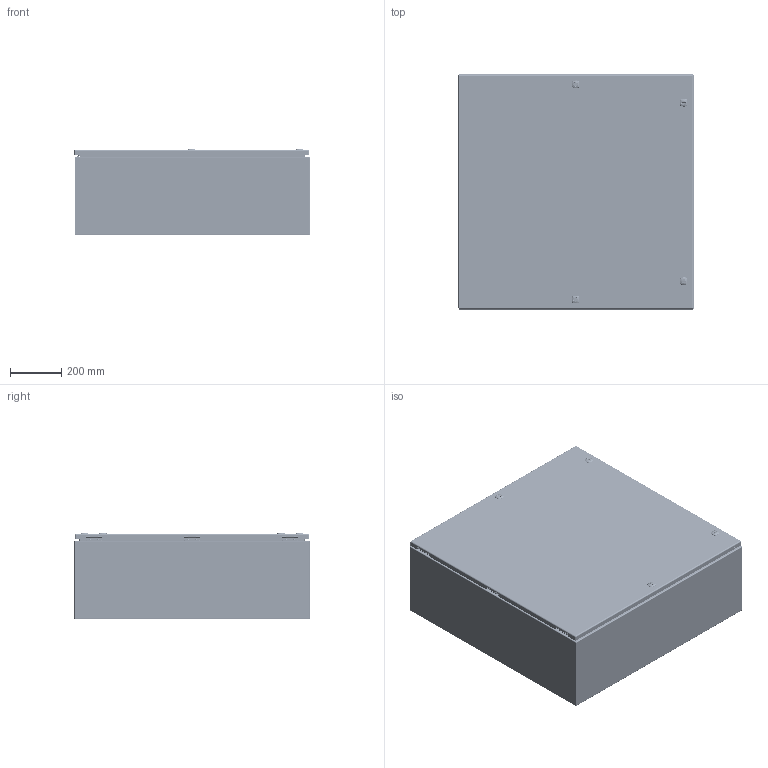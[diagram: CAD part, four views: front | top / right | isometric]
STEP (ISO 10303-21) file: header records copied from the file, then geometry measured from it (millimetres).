
FILE_DESCRIPTION(/* description */ ('5412EAL 36" x 36" x 12" Assembly'),/* implementation_level */ '2;1');
FILE_NAME(/* name */ '5412EAL363612.stp',/* time_stamp */ '2025-05-26T13:29:45-04:00',/* author */ ('BoxCad'),/* organization */ (''),/* preprocessor_version */ 'ST-DEVELOPER v20',/* originating_system */ 'Autodesk Inventor 2024',/* authorisation */ '');
FILE_SCHEMA (('AUTOMOTIVE_DESIGN { 1 0 10303 214 3 1 1 }'));
Products named in the file (50): 5412EAL363612; 5412EAL363612B; 5412EAL363612B-P; STK-Q-16010; STUD_AL_M6 x 16mm; 5412EAL363612C; 5412EAL363612C-P; 5412EAL363612G; STK-A-33016-1; STK-A-33016-2; STK-A-33016-3; STK-Q-33016-A; STK-Q-90261; STK-Q-40096; STK-Q-33016-B; STK-Q-46020-36; STK-Q-07220-1; STK-Q-07220-2; STK-Q-07220-3; STK-Q-07220-4; STK-Q-07220-A; STK-Q-07220-B; STK-Q-16060; STK-Q-46515-1; STK-Q-46515-B; STK-Q-46515-A; STK-P-02400S; STK-S-00100; STK-A-880SCQ4-SL; STK-Q-78110; STK-Q-78120; STK-Q-78145; STK-Q-03200; STK-Q-78125; STK-Q-78141; STK-Q-90390; STK-Q-78160; STK-Q-04050-08-1; STK-Q-04050-08-2; STK-Q-04050-08-3 ...
Assembly tree (102 placements, depth 4):
  5412EAL363612
    5412EAL363612B
      5412EAL363612B-P
      STK-Q-16010  x8
      STK-P-02400S
      STUD_AL_M6 x 16mm
    5412EAL363612C
      5412EAL363612C-P
      5412EAL363612G
      STK-A-33016-1
        STK-Q-33016-A
        STK-Q-90261
        STK-Q-40096  x2
        STK-Q-33016-B  x2
      STK-A-33016-2
        STK-Q-33016-A
        STK-Q-90261
        STK-Q-40096  x2
        STK-Q-33016-B  x2
      STK-A-33016-3
        STK-Q-33016-A
        STK-Q-90261
        STK-Q-40096  x2
        STK-Q-33016-B  x2
      STK-Q-16060  x5
      STK-Q-46020-36  x2
      STK-Q-07220-1
        STK-Q-07220-A
        STK-Q-07220-B
      STK-Q-07220-2
        STK-Q-07220-A
        STK-Q-07220-B
      STK-Q-07220-3
        STK-Q-07220-A
        STK-Q-07220-B
      STK-Q-07220-4
        STK-Q-07220-A
        STK-Q-07220-B
      STK-Q-46515-1
        STK-Q-46515-B
        STK-Q-46515-A
      STK-P-02400S
      STK-A-880SCQ4-SL  x4
        STK-Q-78110
        STK-Q-78120
        STK-Q-78145
        STK-Q-03200
        STK-Q-78125
        STK-Q-78141
        STK-Q-90390
        STK-Q-78160
      STK-S-00100
    STK-Q-04050-08-1
      STK-Q-04050-08-P
      STK-Q-04051-N
    STK-Q-04050-08-2
      STK-Q-04050-08-P
      STK-Q-04051-N
    STK-Q-04050-08-3
      STK-Q-04050-08-P
Bounding box: 915.48 x 914.4 x 336.26 mm (x, y, z)
Volume: 9299530.2 mm3; surface area: 7949999.2 mm2
Topology: 103 solids, 103 shells, 11062 faces, 28445 edges, 17743 vertices
Faces by surface type: plane 5405, bspline 2528, cylinder 2087, torus 578, sphere 266, cone 198
Full cylindrical faces by diameter (mm): 0.75 x14, 0.762 x14, 1 x12, 1.125 x6, 3.2 x6, 4.191 x64, 4.85 x24, 5 x4, 5.1 x50, 5.105 x11, 5.156 x2, 5.9 x109, 6 x3, 6.015 x64, 6.8 x4, 6.85 x32, 7.1 x3, 7.366 x7, 7.468 x2, 7.9 x116, 8 x14, 9 x6, 9.5 x4, 9.6 x4, 9.654 x1, 9.906 x4, 10 x4, 12 x3, 12.7 x9, 12.8 x4
Entity records: 135741 total; most frequent: CARTESIAN_POINT 53430, ORIENTED_EDGE 17732, DIRECTION 14664, EDGE_CURVE 8866, VERTEX_POINT 5618, AXIS2_PLACEMENT_3D 4954, LINE 4756, VECTOR 4756
